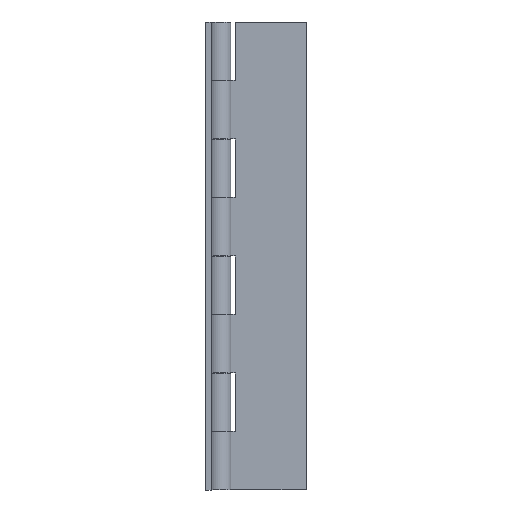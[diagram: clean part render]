
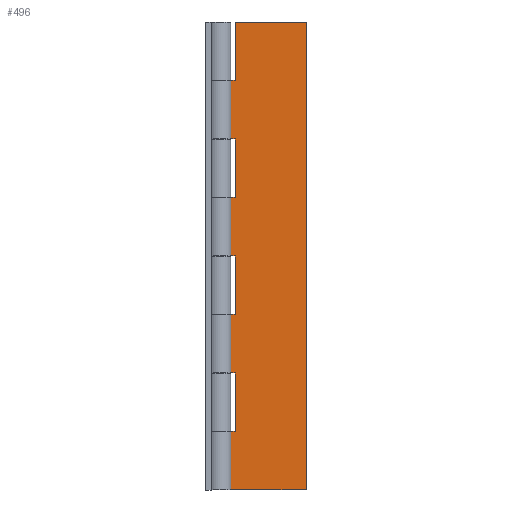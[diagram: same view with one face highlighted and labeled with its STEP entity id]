
A CAD part, left-side view. The second image highlights one B-rep face of the part: STEP entity #496.
In plain terms, the highlighted planar face has unit normal (-1, 0, 0).
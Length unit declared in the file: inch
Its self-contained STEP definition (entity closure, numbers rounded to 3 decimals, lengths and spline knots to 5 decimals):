
#33=PLANE('',#605);
#50=LINE('',#801,#96);
#52=LINE('',#815,#98);
#54=LINE('',#824,#100);
#56=LINE('',#833,#102);
#58=LINE('',#839,#104);
#63=LINE('',#848,#109);
#64=LINE('',#851,#110);
#65=LINE('',#853,#111);
#66=LINE('',#854,#112);
#67=LINE('',#856,#113);
#68=LINE('',#858,#114);
#69=LINE('',#859,#115);
#70=LINE('',#861,#116);
#71=LINE('',#863,#117);
#72=LINE('',#864,#118);
#73=LINE('',#865,#119);
#74=LINE('',#867,#120);
#75=LINE('',#868,#121);
#96=VECTOR('',#657,39.37008);
#98=VECTOR('',#671,39.37008);
#100=VECTOR('',#679,39.37008);
#102=VECTOR('',#687,39.37008);
#104=VECTOR('',#691,39.37008);
#109=VECTOR('',#698,39.37008);
#110=VECTOR('',#701,39.37008);
#111=VECTOR('',#702,39.37008);
#112=VECTOR('',#703,39.37008);
#113=VECTOR('',#704,39.37008);
#114=VECTOR('',#705,39.37008);
#115=VECTOR('',#706,39.37008);
#116=VECTOR('',#707,39.37008);
#117=VECTOR('',#708,39.37008);
#118=VECTOR('',#709,39.37008);
#119=VECTOR('',#710,39.37008);
#120=VECTOR('',#711,39.37008);
#121=VECTOR('',#712,39.37008);
#164=FACE_OUTER_BOUND('',#196,.T.);
#196=EDGE_LOOP('',(#382,#383,#384,#385,#386,#387,#388,#389,#390,#391,#392,
#393,#394,#395,#396,#397,#398,#399));
#245=VERTEX_POINT('',#794);
#248=VERTEX_POINT('',#799);
#251=VERTEX_POINT('',#808);
#254=VERTEX_POINT('',#813);
#255=VERTEX_POINT('',#817);
#258=VERTEX_POINT('',#822);
#259=VERTEX_POINT('',#826);
#262=VERTEX_POINT('',#831);
#263=VERTEX_POINT('',#835);
#265=VERTEX_POINT('',#838);
#268=VERTEX_POINT('',#846);
#269=VERTEX_POINT('',#850);
#270=VERTEX_POINT('',#852);
#271=VERTEX_POINT('',#855);
#272=VERTEX_POINT('',#857);
#273=VERTEX_POINT('',#860);
#274=VERTEX_POINT('',#862);
#275=VERTEX_POINT('',#866);
#294=EDGE_CURVE('',#245,#248,#50,.T.);
#300=EDGE_CURVE('',#251,#254,#52,.T.);
#304=EDGE_CURVE('',#255,#258,#54,.T.);
#308=EDGE_CURVE('',#259,#262,#56,.T.);
#310=EDGE_CURVE('',#263,#265,#58,.T.);
#315=EDGE_CURVE('',#248,#268,#63,.T.);
#316=EDGE_CURVE('',#262,#269,#64,.T.);
#317=EDGE_CURVE('',#269,#270,#65,.T.);
#318=EDGE_CURVE('',#270,#255,#66,.T.);
#319=EDGE_CURVE('',#258,#271,#67,.T.);
#320=EDGE_CURVE('',#271,#272,#68,.T.);
#321=EDGE_CURVE('',#272,#251,#69,.T.);
#322=EDGE_CURVE('',#254,#273,#70,.T.);
#323=EDGE_CURVE('',#273,#274,#71,.T.);
#324=EDGE_CURVE('',#274,#245,#72,.T.);
#325=EDGE_CURVE('',#265,#268,#73,.T.);
#326=EDGE_CURVE('',#263,#275,#74,.T.);
#327=EDGE_CURVE('',#275,#259,#75,.T.);
#382=ORIENTED_EDGE('',*,*,#308,.T.);
#383=ORIENTED_EDGE('',*,*,#316,.T.);
#384=ORIENTED_EDGE('',*,*,#317,.T.);
#385=ORIENTED_EDGE('',*,*,#318,.T.);
#386=ORIENTED_EDGE('',*,*,#304,.T.);
#387=ORIENTED_EDGE('',*,*,#319,.T.);
#388=ORIENTED_EDGE('',*,*,#320,.T.);
#389=ORIENTED_EDGE('',*,*,#321,.T.);
#390=ORIENTED_EDGE('',*,*,#300,.T.);
#391=ORIENTED_EDGE('',*,*,#322,.T.);
#392=ORIENTED_EDGE('',*,*,#323,.T.);
#393=ORIENTED_EDGE('',*,*,#324,.T.);
#394=ORIENTED_EDGE('',*,*,#294,.T.);
#395=ORIENTED_EDGE('',*,*,#315,.T.);
#396=ORIENTED_EDGE('',*,*,#325,.F.);
#397=ORIENTED_EDGE('',*,*,#310,.F.);
#398=ORIENTED_EDGE('',*,*,#326,.T.);
#399=ORIENTED_EDGE('',*,*,#327,.T.);
#496=ADVANCED_FACE('',(#164),#33,.F.);
#605=AXIS2_PLACEMENT_3D('',#849,#699,#700);
#657=DIRECTION('',(0.,0.,-1.));
#671=DIRECTION('',(0.,0.,-1.));
#679=DIRECTION('',(0.,0.,-1.));
#687=DIRECTION('',(0.,0.,-1.));
#691=DIRECTION('',(0.,-1.,0.));
#698=DIRECTION('',(0.,-1.,0.));
#699=DIRECTION('center_axis',(1.,0.,0.));
#700=DIRECTION('ref_axis',(0.,1.,0.));
#701=DIRECTION('',(0.,-1.,0.));
#702=DIRECTION('',(0.,0.,-1.));
#703=DIRECTION('',(0.,1.,0.));
#704=DIRECTION('',(0.,-1.,0.));
#705=DIRECTION('',(0.,0.,-1.));
#706=DIRECTION('',(0.,1.,0.));
#707=DIRECTION('',(0.,-1.,0.));
#708=DIRECTION('',(0.,0.,-1.));
#709=DIRECTION('',(0.,1.,0.));
#710=DIRECTION('',(0.,0.,-1.));
#711=DIRECTION('',(0.,0.,-1.));
#712=DIRECTION('',(0.,1.,0.));
#794=CARTESIAN_POINT('',(0.125,-0.17493,1.));
#799=CARTESIAN_POINT('',(0.125,-0.17493,0.));
#801=CARTESIAN_POINT('',(0.125,-0.17493,8.));
#808=CARTESIAN_POINT('',(0.125,-0.17493,3.));
#813=CARTESIAN_POINT('',(0.125,-0.17493,2.));
#815=CARTESIAN_POINT('',(0.125,-0.17493,8.));
#817=CARTESIAN_POINT('',(0.125,-0.17493,5.));
#822=CARTESIAN_POINT('',(0.125,-0.17493,4.));
#824=CARTESIAN_POINT('',(0.125,-0.17493,8.));
#826=CARTESIAN_POINT('',(0.125,-0.17493,7.));
#831=CARTESIAN_POINT('',(0.125,-0.17493,6.));
#833=CARTESIAN_POINT('',(0.125,-0.17493,8.));
#835=CARTESIAN_POINT('',(0.125,-0.285,8.));
#838=CARTESIAN_POINT('',(0.125,-1.5,8.));
#839=CARTESIAN_POINT('',(0.125,-1.5,8.));
#846=CARTESIAN_POINT('',(0.125,-1.5,0.));
#848=CARTESIAN_POINT('',(0.125,-1.5,0.));
#849=CARTESIAN_POINT('Origin',(0.125,-1.5,8.));
#850=CARTESIAN_POINT('',(0.125,-0.285,6.));
#851=CARTESIAN_POINT('',(0.125,-1.5,6.));
#852=CARTESIAN_POINT('',(0.125,-0.285,5.));
#853=CARTESIAN_POINT('',(0.125,-0.285,8.));
#854=CARTESIAN_POINT('',(0.125,-1.5,5.));
#855=CARTESIAN_POINT('',(0.125,-0.285,4.));
#856=CARTESIAN_POINT('',(0.125,-1.5,4.));
#857=CARTESIAN_POINT('',(0.125,-0.285,3.));
#858=CARTESIAN_POINT('',(0.125,-0.285,8.));
#859=CARTESIAN_POINT('',(0.125,-1.5,3.));
#860=CARTESIAN_POINT('',(0.125,-0.285,2.));
#861=CARTESIAN_POINT('',(0.125,-1.5,2.));
#862=CARTESIAN_POINT('',(0.125,-0.285,1.));
#863=CARTESIAN_POINT('',(0.125,-0.285,8.));
#864=CARTESIAN_POINT('',(0.125,-1.5,1.));
#865=CARTESIAN_POINT('',(0.125,-1.5,8.));
#866=CARTESIAN_POINT('',(0.125,-0.285,7.));
#867=CARTESIAN_POINT('',(0.125,-0.285,8.));
#868=CARTESIAN_POINT('',(0.125,-1.5,7.));
